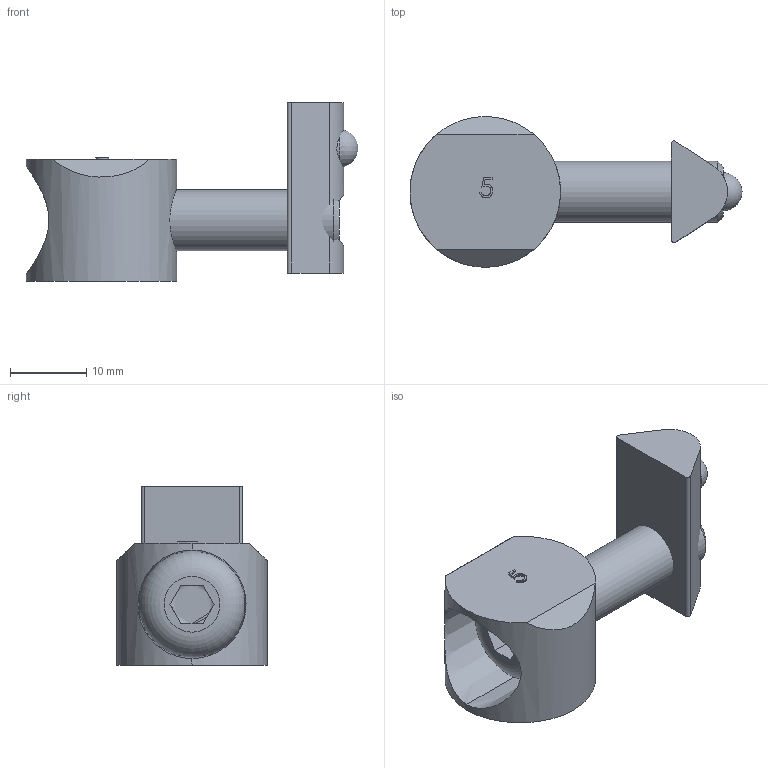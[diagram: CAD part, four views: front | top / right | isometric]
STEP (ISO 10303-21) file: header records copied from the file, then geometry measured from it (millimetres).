
FILE_DESCRIPTION(/* description */ ('KriTec Universalverbindungssatz Nut 8 Raster 40 ohne Lasche'),/* implementation_level */ '2;1');
FILE_NAME(/* name */ '13002_KriTec_Universalverbindungssatz_Nut_8_Raster_40_ohne_Lasche.stp',/* time_stamp */ '2020-03-18T09:31:08+01:00',/* author */ ('jendrek'),/* organization */ (''),/* preprocessor_version */ 'ST-DEVELOPER v17',/* originating_system */ 'Autodesk Inventor 2018',/* authorisation */ '');
FILE_SCHEMA (('AUTOMOTIVE_DESIGN { 1 0 10303 214 3 1 1 }'));
Length unit declared in the file: millimetre
Products named in the file (4): 13002; 13001; 11003; ISO 7380-1 - M8 x 30
Assembly tree (3 placements, depth 2):
  13002
    13001
    11003
    ISO 7380-1 - M8 x 30
Bounding box: 43.43 x 19.7 x 23.4 mm (x, y, z)
Volume: 6048.7 mm3; surface area: 4282.8 mm2
Topology: 3 solids, 3 shells, 168 faces, 466 edges, 314 vertices
Faces by surface type: bspline 95, plane 52, cylinder 12, torus 4, cone 4, sphere 1
Full cylindrical faces by diameter (mm): 6.647 x1, 8 x1, 14 x1
Entity records: 6480 total; most frequent: CARTESIAN_POINT 2690, ORIENTED_EDGE 930, EDGE_CURVE 465, DIRECTION 451, VERTEX_POINT 314, B_SPLINE_CURVE_WITH_KNOTS 207, LINE 207, VECTOR 207
